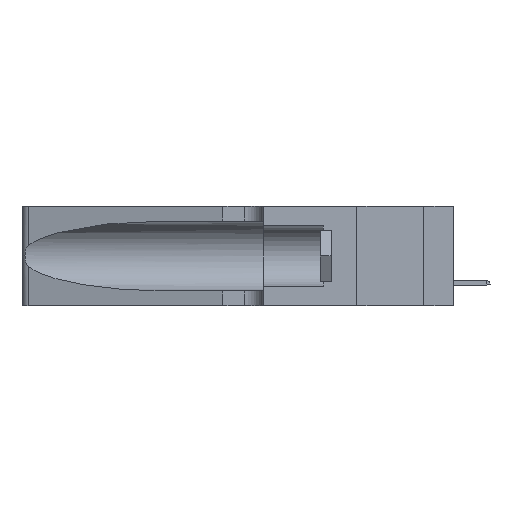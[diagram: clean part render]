
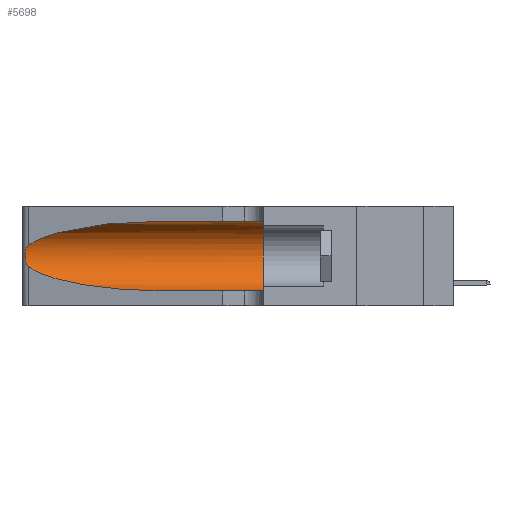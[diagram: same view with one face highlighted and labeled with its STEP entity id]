
A CAD part, left-side view. The second image highlights one B-rep face of the part: STEP entity #5698.
In plain terms, the highlighted cylindrical face has radius 3.308 mm (diameter 6.617 mm), a partial arc.
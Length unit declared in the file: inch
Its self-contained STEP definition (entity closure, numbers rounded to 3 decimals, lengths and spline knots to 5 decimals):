
#186 = CARTESIAN_POINT ( 'NONE',  ( 0.2373, 1.15595, 0.08982 ) ) ;
#223 = CARTESIAN_POINT ( 'NONE',  ( 0.25555, 1.22993, 0.14849 ) ) ;
#267 = VERTEX_POINT ( 'NONE', #22928 ) ;
#626 = CARTESIAN_POINT ( 'NONE',  ( 0.26017, 1.23833, 0.17102 ) ) ;
#999 = EDGE_CURVE ( 'NONE', #14357, #267, #35168, .T. ) ;
#1130 = DIRECTION ( 'NONE',  ( 0., 1., 0. ) ) ;
#1567 = DIRECTION ( 'NONE',  ( 0., -1., 0. ) ) ;
#2158 = CARTESIAN_POINT ( 'NONE',  ( 0.18966, 0.96281, 0.31525 ) ) ;
#2187 = DIRECTION ( 'NONE',  ( 0., 0., -1. ) ) ;
#2614 = CARTESIAN_POINT ( 'NONE',  ( 0.1305, 1.61858, 0.05475 ) ) ;
#3663 = AXIS2_PLACEMENT_3D ( 'NONE', #20897, #1130, #33869 ) ;
#3985 = CARTESIAN_POINT ( 'NONE',  ( 0.25487, 1.22718, 0.14631 ) ) ;
#5587 = LINE ( 'NONE', #2614, #39506 ) ;
#5616 = EDGE_CURVE ( 'NONE', #267, #36723, #30839, .T. ) ;
#5698 = ADVANCED_FACE ( 'NONE', ( #11960 ), #8767, .F. ) ;
#7223 = CARTESIAN_POINT ( 'NONE',  ( 0.26075, 1.23896, 0.19203 ) ) ;
#8767 = CYLINDRICAL_SURFACE ( 'NONE', #31486, 0.13025 ) ;
#9111 = ORIENTED_EDGE ( 'NONE', *, *, #31599, .T. ) ;
#9787 = CARTESIAN_POINT ( 'NONE',  ( 0.25487, 1.22718, 0.22369 ) ) ;
#9957 = CARTESIAN_POINT ( 'NONE',  ( 0.18966, 0.96281, 0.05475 ) ) ;
#11960 = FACE_OUTER_BOUND ( 'NONE', #24777, .T. ) ;
#12321 = VERTEX_POINT ( 'NONE', #22905 ) ;
#13195 = CARTESIAN_POINT ( 'NONE',  ( 0.25789, 1.23486, 0.15765 ) ) ;
#13391 = CARTESIAN_POINT ( 'NONE',  ( 0.25639, 1.23184, 0.21858 ) ) ;
#13493 = VERTEX_POINT ( 'NONE', #38646 ) ;
#14229 = B_SPLINE_CURVE_WITH_KNOTS ( 'NONE', 3,
 ( #9787, #35517, #13391, #23390, #29561, #36351, #7223, #38922, #626, #29343, #13195, #33156, #223, #19769 ),
 .UNSPECIFIED., .F., .F.,
 ( 4, 2, 2, 2, 2, 2, 4 ),
 ( 0., 0.00027, 0.00053, 0.00107, 0.0016, 0.00187, 0.00214 ),
 .UNSPECIFIED. ) ;
#14357 = VERTEX_POINT ( 'NONE', #33830 ) ;
#16517 = ORIENTED_EDGE ( 'NONE', *, *, #5616, .F. ) ;
#17017 = EDGE_CURVE ( 'NONE', #13493, #36723, #5587, .T. ) ;
#17345 = EDGE_CURVE ( 'NONE', #14357, #12321, #19264, .T. ) ;
#18557 = DIRECTION ( 'NONE',  ( 0., -1., 0. ) ) ;
#19264 =( BOUNDED_CURVE ( )  B_SPLINE_CURVE ( 3, ( #27880, #2158, #25480, #25896 ),
 .UNSPECIFIED., .F., .F. ) 
 B_SPLINE_CURVE_WITH_KNOTS ( ( 4, 4 ),
 ( 1.5708, 2.84003 ),
 .UNSPECIFIED. ) 
 CURVE ( )  GEOMETRIC_REPRESENTATION_ITEM ( )  RATIONAL_B_SPLINE_CURVE ( ( 1., 0.87, 0.87, 1. ) ) 
 REPRESENTATION_ITEM ( '' )  );
#19769 = CARTESIAN_POINT ( 'NONE',  ( 0.25487, 1.22718, 0.14631 ) ) ;
#19779 = VECTOR ( 'NONE', #40720, 39.37008 ) ;
#20897 = CARTESIAN_POINT ( 'NONE',  ( 0.1305, 0.35, 0.185 ) ) ;
#21374 = ORIENTED_EDGE ( 'NONE', *, *, #999, .F. ) ;
#22905 = CARTESIAN_POINT ( 'NONE',  ( 0.25487, 1.22718, 0.22369 ) ) ;
#22928 = CARTESIAN_POINT ( 'NONE',  ( 0.1305, 0.35, 0.31525 ) ) ;
#23390 = CARTESIAN_POINT ( 'NONE',  ( 0.25787, 1.23484, 0.2124 ) ) ;
#24777 = EDGE_LOOP ( 'NONE', ( #29415, #9111, #34961, #31066, #16517, #21374 ) ) ;
#25480 = CARTESIAN_POINT ( 'NONE',  ( 0.2373, 1.15595, 0.28018 ) ) ;
#25705 = CARTESIAN_POINT ( 'NONE',  ( 0.1305, 0.72297, 0.05475 ) ) ;
#25896 = CARTESIAN_POINT ( 'NONE',  ( 0.25487, 1.22718, 0.22369 ) ) ;
#27880 = CARTESIAN_POINT ( 'NONE',  ( 0.1305, 0.72297, 0.31525 ) ) ;
#28221 = EDGE_CURVE ( 'NONE', #36245, #13493, #30696, .T. ) ;
#29343 = CARTESIAN_POINT ( 'NONE',  ( 0.25856, 1.23593, 0.16098 ) ) ;
#29415 = ORIENTED_EDGE ( 'NONE', *, *, #17345, .T. ) ;
#29561 = CARTESIAN_POINT ( 'NONE',  ( 0.25854, 1.2359, 0.20912 ) ) ;
#30696 =( BOUNDED_CURVE ( )  B_SPLINE_CURVE ( 3, ( #32705, #186, #9957, #25705 ),
 .UNSPECIFIED., .F., .F. ) 
 B_SPLINE_CURVE_WITH_KNOTS ( ( 4, 4 ),
 ( 3.44316, 4.71239 ),
 .UNSPECIFIED. ) 
 CURVE ( )  GEOMETRIC_REPRESENTATION_ITEM ( )  RATIONAL_B_SPLINE_CURVE ( ( 1., 0.87, 0.87, 1. ) ) 
 REPRESENTATION_ITEM ( '' )  );
#30839 = CIRCLE ( 'NONE', #3663, 0.13025 ) ;
#31066 = ORIENTED_EDGE ( 'NONE', *, *, #17017, .T. ) ;
#31486 = AXIS2_PLACEMENT_3D ( 'NONE', #34505, #1567, #2187 ) ;
#31599 = EDGE_CURVE ( 'NONE', #12321, #36245, #14229, .T. ) ;
#32705 = CARTESIAN_POINT ( 'NONE',  ( 0.25487, 1.22718, 0.14631 ) ) ;
#33156 = CARTESIAN_POINT ( 'NONE',  ( 0.25639, 1.23186, 0.15144 ) ) ;
#33830 = CARTESIAN_POINT ( 'NONE',  ( 0.1305, 0.72297, 0.31525 ) ) ;
#33869 = DIRECTION ( 'NONE',  ( 0., 0., 1. ) ) ;
#34505 = CARTESIAN_POINT ( 'NONE',  ( 0.1305, 1.61858, 0.185 ) ) ;
#34961 = ORIENTED_EDGE ( 'NONE', *, *, #28221, .T. ) ;
#35168 = LINE ( 'NONE', #37933, #19779 ) ;
#35517 = CARTESIAN_POINT ( 'NONE',  ( 0.25555, 1.22994, 0.2215 ) ) ;
#36245 = VERTEX_POINT ( 'NONE', #3985 ) ;
#36351 = CARTESIAN_POINT ( 'NONE',  ( 0.26018, 1.23835, 0.19895 ) ) ;
#36723 = VERTEX_POINT ( 'NONE', #37537 ) ;
#37537 = CARTESIAN_POINT ( 'NONE',  ( 0.1305, 0.35, 0.05475 ) ) ;
#37933 = CARTESIAN_POINT ( 'NONE',  ( 0.1305, 1.61858, 0.31525 ) ) ;
#38646 = CARTESIAN_POINT ( 'NONE',  ( 0.1305, 0.72297, 0.05475 ) ) ;
#38922 = CARTESIAN_POINT ( 'NONE',  ( 0.26075, 1.23896, 0.178 ) ) ;
#39506 = VECTOR ( 'NONE', #18557, 39.37008 ) ;
#40720 = DIRECTION ( 'NONE',  ( 0., -1., 0. ) ) ;
